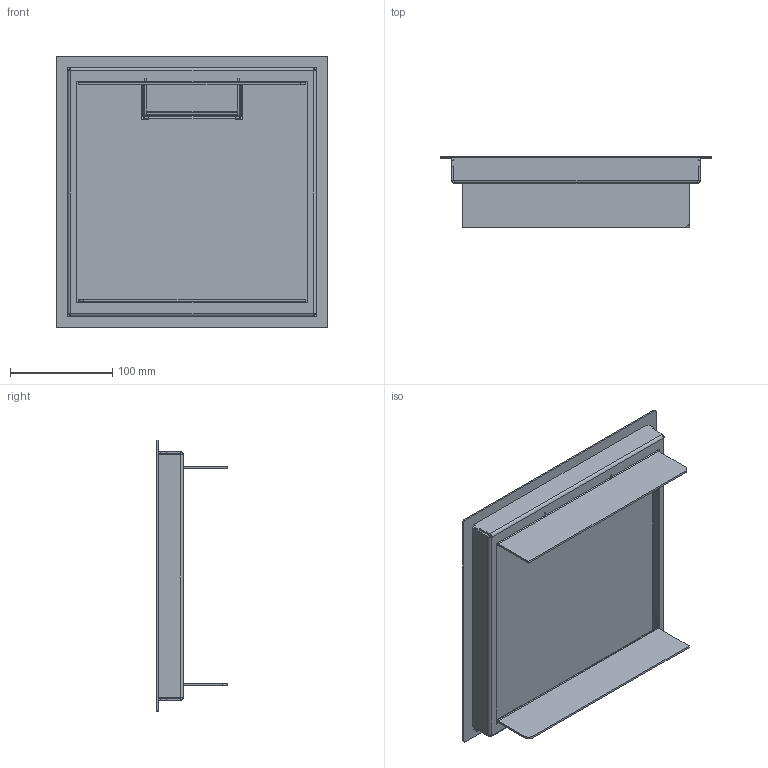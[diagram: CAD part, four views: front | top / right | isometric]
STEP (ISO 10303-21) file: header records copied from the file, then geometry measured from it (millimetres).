
FILE_DESCRIPTION (( 'STEP AP214' ), '1' );
FILE_NAME ('7405371_KSTP1.stp', '2016-05-03T13:03:09', ( '' ), ( '' ), 'SwSTEP 2.0', 'SolidWorks 2014', '' );
FILE_SCHEMA (( 'AUTOMOTIVE_DESIGN' ));
Length unit declared in the file: inch
Products named in the file (12): 046279_Standard; 066166_Standard; 066260_39410708 (GES9M-2); 066360_39409030 (GES9M-2); 066364T1_GES9M-2; 068780_39410778 (GES9M-2); 066240_39410758 (GES9M-2); 7405371_KSTP1; 30736M_Standard; 066364_39410728 (GES9M-2); 085483_GES9M-2; 046359_Unterteil mit Sonderstempel
Assembly tree (11 placements, depth 5):
  7405371_KSTP1
    066240_39410758 (GES9M-2)
    068780_39410778 (GES9M-2)
    066364_39410728 (GES9M-2)
      066364T1_GES9M-2
      066360_39409030 (GES9M-2)
      085483_GES9M-2
        066260_39410708 (GES9M-2)
        066166_Standard
        046359_Unterteil mit Sonderstempel
          046279_Standard
    30736M_Standard
Bounding box: 265.1 x 69 x 265.1 mm (x, y, z)
Volume: 602970.6 mm3; surface area: 519093.1 mm2
Topology: 10 solids, 10 shells, 367 faces, 987 edges, 640 vertices
Faces by surface type: plane 299, cylinder 60, bspline 8
Entity records: 16984 total; most frequent: CARTESIAN_POINT 2467, ORIENTED_EDGE 1974, DIRECTION 1829, EDGE_CURVE 987, VECTOR 865, LINE 865, VERTEX_POINT 640, AXIS2_PLACEMENT_3D 482
